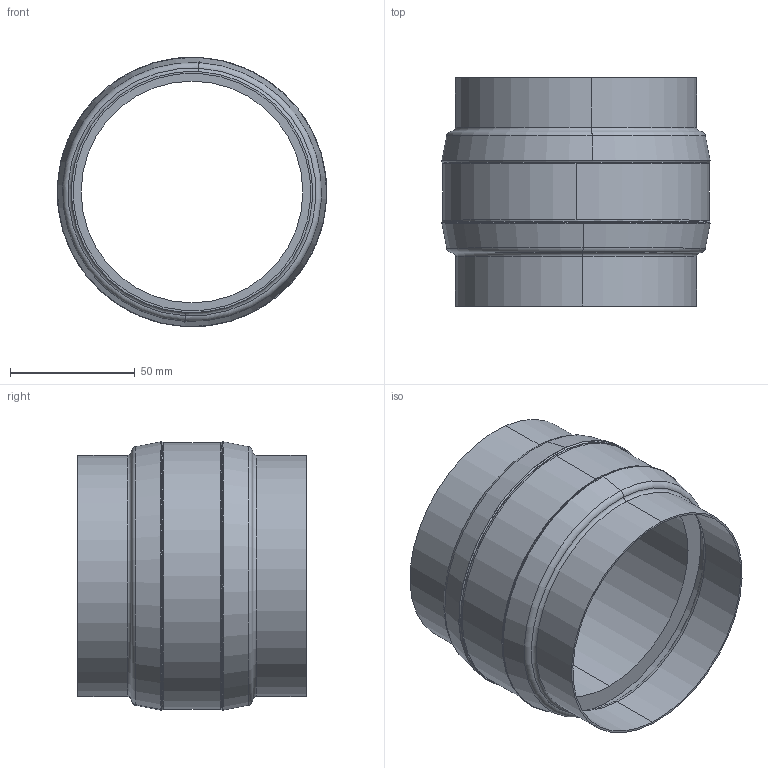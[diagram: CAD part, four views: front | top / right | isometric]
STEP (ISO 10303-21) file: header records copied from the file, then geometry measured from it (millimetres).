
FILE_DESCRIPTION (( 'STEP AP203' ), '1' );
FILE_NAME ('A0625-2-W.STEP', '2011-10-05T18:25:25', ( '' ), ( '' ), 'SwSTEP 2.0', 'SolidWorks 2011', '' );
FILE_SCHEMA (( 'CONFIG_CONTROL_DESIGN' ));
Length unit declared in the file: inch
Products named in the file (1): A0625-2-W
Bounding box: 108.02 x 91.61 x 108.02 mm (x, y, z)
Volume: 117343.3 mm3; surface area: 64450.8 mm2
Topology: 1 solids, 1 shells, 56 faces, 116 edges, 64 vertices
Faces by surface type: cone 24, torus 16, cylinder 12, plane 4
Entity records: 1563 total; most frequent: DIRECTION 310, CARTESIAN_POINT 237, ORIENTED_EDGE 232, AXIS2_PLACEMENT_3D 137, EDGE_CURVE 116, CIRCLE 80, VERTEX_POINT 64, EDGE_LOOP 60
